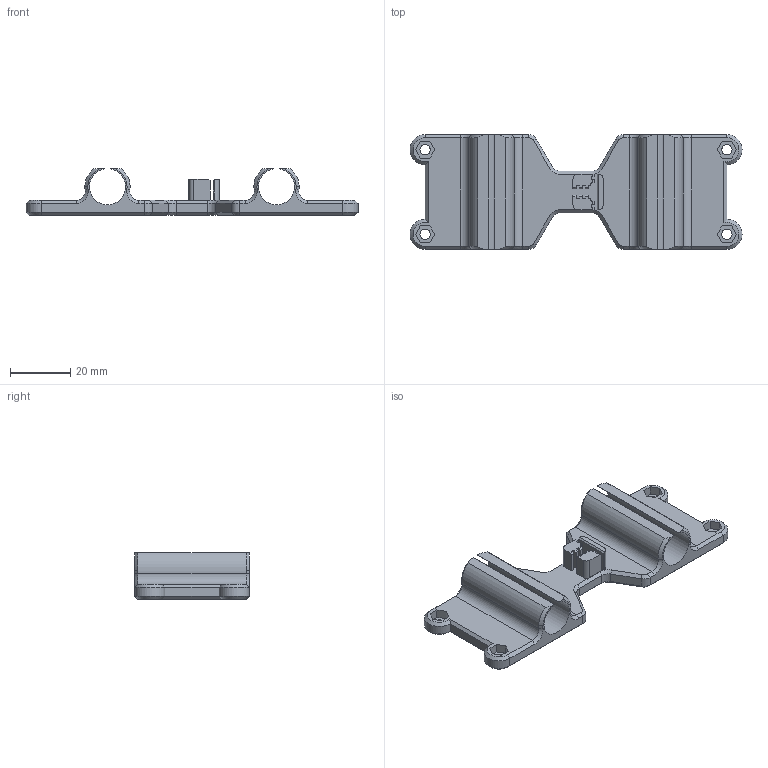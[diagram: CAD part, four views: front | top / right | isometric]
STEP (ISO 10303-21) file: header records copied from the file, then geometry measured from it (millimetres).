
FILE_DESCRIPTION(('FreeCAD Model'),'2;1');
FILE_NAME('Open CASCADE Shape Model','2023-04-08T10:55:19',('Author'),( ''),'Open CASCADE STEP processor 7.5','FreeCAD','Unknown');
FILE_SCHEMA(('AUTOMOTIVE_DESIGN { 1 0 10303 214 1 1 1 1 }'));
Length unit declared in the file: millimetre
Products named in the file (1): frog
Bounding box: 110 x 38 x 15.5 mm (x, y, z)
Volume: 19831.5 mm3; surface area: 12764.3 mm2
Topology: 1 solids, 1 shells, 216 faces, 575 edges, 366 vertices
Faces by surface type: plane 136, cone 48, cylinder 32
Full cylindrical faces by diameter (mm): 3.4 x4
Entity records: 14379 total; most frequent: CARTESIAN_POINT 3129, DIRECTION 2034, LINE 1244, VECTOR 1244, ORIENTED_EDGE 1150, PCURVE 1150, DEFINITIONAL_REPRESENTATION 1150, EDGE_CURVE 575
